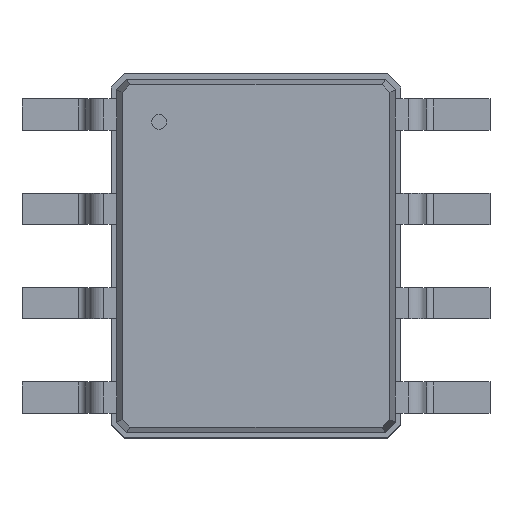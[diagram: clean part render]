
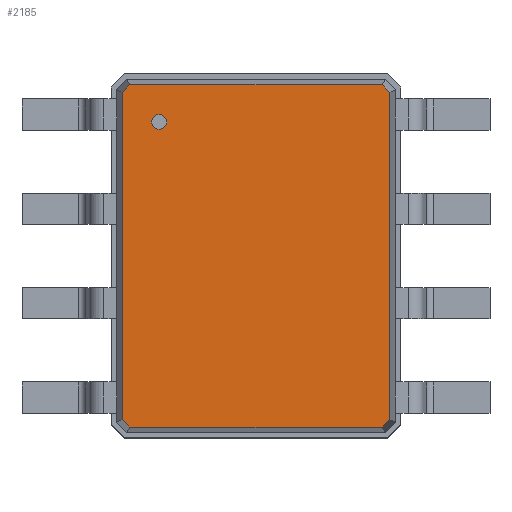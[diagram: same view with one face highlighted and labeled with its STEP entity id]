
A CAD part, top view. The second image highlights one B-rep face of the part: STEP entity #2185.
In plain terms, the highlighted planar face has unit normal (0, 0, 1).
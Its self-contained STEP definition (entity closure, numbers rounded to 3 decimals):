
#13=DIRECTION('',(0.,0.,1.));
#27=VECTOR('',#28,1.);
#28=DIRECTION('',(1.,0.,0.));
#52=VECTOR('',#53,1.);
#53=DIRECTION('',(0.707,0.707,0.));
#59=VECTOR('',#60,1.);
#60=DIRECTION('',(0.,1.,0.));
#66=VECTOR('',#67,1.);
#67=DIRECTION('',(-0.707,0.707,0.));
#73=VECTOR('',#74,1.);
#74=DIRECTION('',(-1.,0.,0.));
#80=VECTOR('',#81,1.);
#81=DIRECTION('',(-0.707,-0.707,0.));
#87=VECTOR('',#88,1.);
#88=DIRECTION('',(0.,-1.,0.));
#92=VECTOR('',#93,1.);
#93=DIRECTION('',(0.707,-0.707,0.));
#886=VERTEX_POINT('',#887);
#887=CARTESIAN_POINT('',(-1.804,2.202,1.1));
#889=ORIENTED_EDGE('',*,*,#890,.F.);
#890=EDGE_CURVE('',#891,#886,#893,.T.);
#891=VERTEX_POINT('',#892);
#892=CARTESIAN_POINT('',(-1.804,-2.202,1.1));
#893=LINE('',#892,#59);
#904=VERTEX_POINT('',#905);
#905=CARTESIAN_POINT('',(-1.702,2.304,1.1));
#907=ORIENTED_EDGE('',*,*,#908,.F.);
#908=EDGE_CURVE('',#886,#904,#909,.T.);
#909=LINE('',#887,#52);
#918=VERTEX_POINT('',#919);
#919=CARTESIAN_POINT('',(1.702,2.304,1.1));
#921=ORIENTED_EDGE('',*,*,#922,.F.);
#922=EDGE_CURVE('',#904,#918,#923,.T.);
#923=LINE('',#905,#27);
#932=VERTEX_POINT('',#933);
#933=CARTESIAN_POINT('',(1.804,2.202,1.1));
#935=ORIENTED_EDGE('',*,*,#936,.F.);
#936=EDGE_CURVE('',#918,#932,#937,.T.);
#937=LINE('',#919,#92);
#978=VERTEX_POINT('',#979);
#979=CARTESIAN_POINT('',(1.804,-2.202,1.1));
#981=ORIENTED_EDGE('',*,*,#982,.F.);
#982=EDGE_CURVE('',#932,#978,#983,.T.);
#983=LINE('',#933,#87);
#2185=ADVANCED_FACE('',(#2186,#2201),#2211,.T.);
#2186=FACE_BOUND('',#2187,.T.);
#2187=EDGE_LOOP('',(#921,#907,#889,#2188,#2193,#2198,#981,#935));
#2188=ORIENTED_EDGE('',*,*,#2189,.F.);
#2189=EDGE_CURVE('',#2190,#891,#2192,.T.);
#2190=VERTEX_POINT('',#2191);
#2191=CARTESIAN_POINT('',(-1.702,-2.304,1.1));
#2192=LINE('',#2191,#66);
#2193=ORIENTED_EDGE('',*,*,#2194,.F.);
#2194=EDGE_CURVE('',#2195,#2190,#2197,.T.);
#2195=VERTEX_POINT('',#2196);
#2196=CARTESIAN_POINT('',(1.702,-2.304,1.1));
#2197=LINE('',#2196,#73);
#2198=ORIENTED_EDGE('',*,*,#2199,.F.);
#2199=EDGE_CURVE('',#978,#2195,#2200,.T.);
#2200=LINE('',#979,#80);
#2201=FACE_BOUND('',#2202,.T.);
#2202=EDGE_LOOP('',(#2203));
#2203=ORIENTED_EDGE('',*,*,#2204,.T.);
#2204=EDGE_CURVE('',#2205,#2205,#2207,.T.);
#2205=VERTEX_POINT('',#2206);
#2206=CARTESIAN_POINT('',(-1.304,1.704,1.1));
#2207=CIRCLE('',#2208,0.1);
#2208=AXIS2_PLACEMENT_3D('',#2209,#2210,#88);
#2209=CARTESIAN_POINT('',(-1.304,1.804,1.1));
#2210=DIRECTION('',(0.,-0.,-1.));
#2211=PLANE('',#2212);
#2212=AXIS2_PLACEMENT_3D('',#905,#13,#2213);
#2213=DIRECTION('',(0.594,-0.804,0.));
